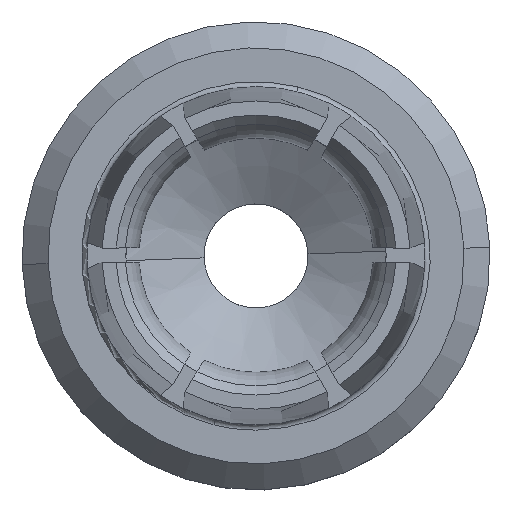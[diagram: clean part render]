
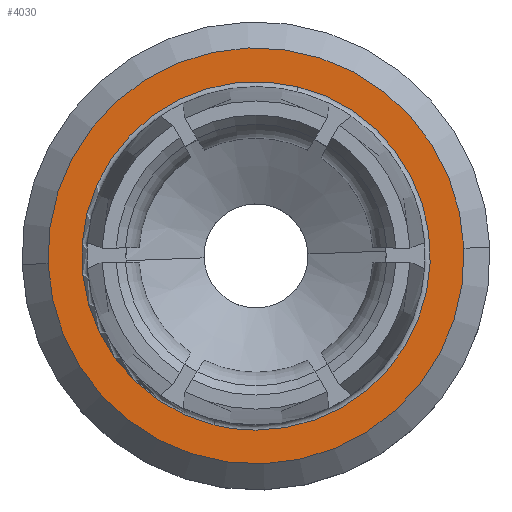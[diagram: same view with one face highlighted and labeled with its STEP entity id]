
A CAD part, top view. The second image highlights one B-rep face of the part: STEP entity #4030.
In plain terms, the highlighted face is planar.
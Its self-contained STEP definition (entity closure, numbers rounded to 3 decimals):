
#3640=CARTESIAN_POINT('',(27.205,66.057,
-6.776));
#3650=DIRECTION('',(0.,-1.,0.));
#3660=DIRECTION('',(-0.276,0.,
0.961));
#3670=AXIS2_PLACEMENT_3D('',#3640,#3650,#3660);
#3680=PLANE('',#3670);
#3690=CARTESIAN_POINT('',(35.922,66.057,-11.464))
;
#3700=DIRECTION('',(0.,-1.,0.));
#3710=DIRECTION('',(0.,0.,1.));
#3720=AXIS2_PLACEMENT_3D('',#3690,#3700,#3710);
#3730=CIRCLE('',#3720,6.7);
#3740=CARTESIAN_POINT('',(34.308,66.057,-4.961))
;
#3750=VERTEX_POINT('',#3740);
#3760=CARTESIAN_POINT('',(35.922,66.057,-18.164))
;
#3770=VERTEX_POINT('',#3760);
#3780=EDGE_CURVE('',#3750,#3770,#3730,.T.);
#3790=ORIENTED_EDGE('',*,*,#3780,.F.);
#3800=CARTESIAN_POINT('',(35.922,66.057,-4.764))
;
#3810=VERTEX_POINT('',#3800);
#3820=EDGE_CURVE('',#3770,#3810,#3730,.T.);
#3830=ORIENTED_EDGE('',*,*,#3820,.F.);
#3840=EDGE_CURVE('',#3810,#3750,#3730,.T.);
#3850=ORIENTED_EDGE('',*,*,#3840,.F.);
#3860=EDGE_LOOP('',(#3850,#3830,#3790));
#3870=FACE_BOUND('',#3860,.T.);
#3880=CARTESIAN_POINT('',(35.922,66.057,-11.464));
#3890=DIRECTION('',(0.,-1.,0.));
#3900=DIRECTION('',(-0.961,0.,
-0.276));
#3910=AXIS2_PLACEMENT_3D('',#3880,#3890,#3900);
#3920=CIRCLE('',#3910,8.);
#3930=CARTESIAN_POINT('',(43.61,66.057,
-9.252));
#3940=VERTEX_POINT('',#3930);
#3950=CARTESIAN_POINT('',(28.234,66.057,
-13.675));
#3960=VERTEX_POINT('',#3950);
#3970=EDGE_CURVE('',#3940,#3960,#3920,.T.);
#3980=ORIENTED_EDGE('',*,*,#3970,.T.);
#3990=EDGE_CURVE('',#3960,#3940,#3920,.T.);
#4000=ORIENTED_EDGE('',*,*,#3990,.T.);
#4010=EDGE_LOOP('',(#4000,#3980));
#4020=FACE_OUTER_BOUND('',#4010,.T.);
#4030=ADVANCED_FACE('',(#3870,#4020),#3680,.T.);
